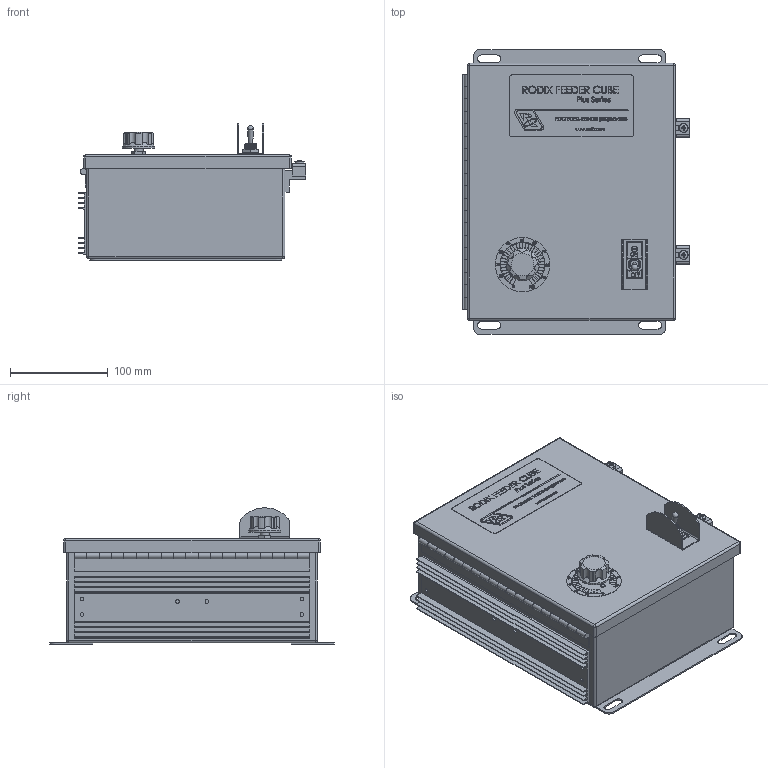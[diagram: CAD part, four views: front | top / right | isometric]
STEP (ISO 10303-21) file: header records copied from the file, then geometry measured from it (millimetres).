
FILE_DESCRIPTION (( 'STEP AP214' ), '1' );
FILE_NAME ('pn 121-000-8370_model FC-98H Plus_240V.STEP', '2026-03-30T14:54:35', ( '' ), ( '' ), 'SwSTEP 2.0', 'SolidWorks 2022', '' );
FILE_SCHEMA (( 'AUTOMOTIVE_DESIGN' ));
Length unit declared in the file: inch
Products named in the file (12): GUARD N SWITCH ASSY-3D; 112-000-0349-3D_DEFAULT; 102-000-0196-3D_DEFAULT; CLAMP_DEFAULT; SWITCH-3D_DEFAULT; 122-000-0001_DEFAULT; 102-000-0099-3D_DEFAULT; 123-000-0458-3D_DEFAULT; CLAMP SCREW-92224A199_Black Oxide Steel Pan Head Phillips Screw_92224A199; pn 121-000-8370_model FC-98H Plus_240V; 102-000-0200-3D_DEFAULT; 112-000-0264
Assembly tree (13 placements, depth 3):
  pn 121-000-8370_model FC-98H Plus_240V
    123-000-0458-3D_DEFAULT
    CLAMP_DEFAULT  x2
    CLAMP SCREW-92224A199_Black Oxide Steel Pan Head Phillips Screw_92224A199  x2
    112-000-0264
    102-000-0099-3D_DEFAULT
    122-000-0001_DEFAULT
    102-000-0196-3D_DEFAULT
    GUARD N SWITCH ASSY-3D
      112-000-0349-3D_DEFAULT
      102-000-0200-3D_DEFAULT
      SWITCH-3D_DEFAULT
Bounding box: 233.32 x 292.1 x 139.95 mm (x, y, z)
Volume: 443554.6 mm3; surface area: 549754.4 mm2
Topology: 14 solids, 14 shells, 1867 faces, 4952 edges, 3261 vertices
Faces by surface type: plane 1060, bspline 584, cylinder 178, cone 20, sphere 19, torus 6
Full cylindrical faces by diameter (mm): 1.525 x1, 1.587 x1, 3.797 x6, 4.775 x1, 6.35 x2, 7.036 x1, 8.757 x1, 9.144 x1, 9.474 x2, 9.652 x1, 12.7 x1, 23.038 x1, 55.778 x1
Entity records: 96693 total; most frequent: CARTESIAN_POINT 53595, ORIENTED_EDGE 9510, DIRECTION 6401, EDGE_CURVE 4755, VECTOR 3177, LINE 3177, VERTEX_POINT 3157, EDGE_LOOP 2042
